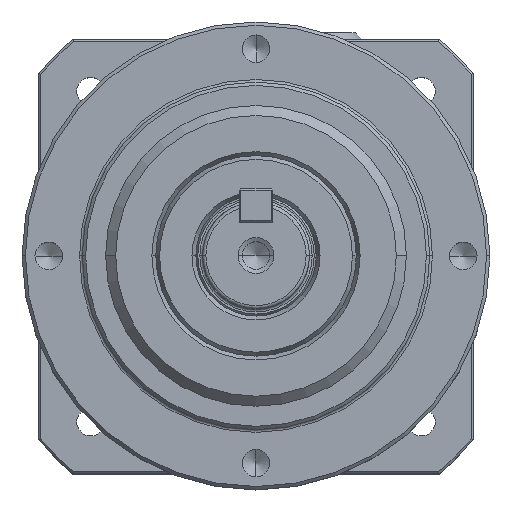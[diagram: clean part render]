
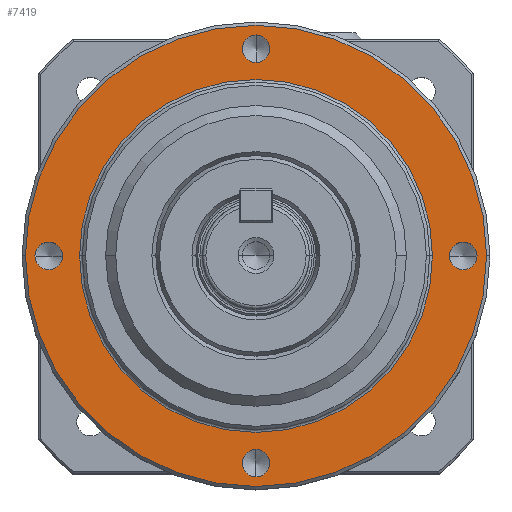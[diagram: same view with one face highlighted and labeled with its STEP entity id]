
A CAD part, top view. The second image highlights one B-rep face of the part: STEP entity #7419.
In plain terms, the highlighted planar face has unit normal (0, 0, 1).
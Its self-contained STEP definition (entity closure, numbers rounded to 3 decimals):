
#55 = VERTEX_POINT ( 'NONE', #2006 ) ;
#162 = CARTESIAN_POINT ( 'NONE',  ( -33.067, 0., 0. ) ) ;
#200 = VERTEX_POINT ( 'NONE', #162 ) ;
#328 = CARTESIAN_POINT ( 'NONE',  ( 33.067, 0., 0. ) ) ;
#345 = CARTESIAN_POINT ( 'NONE',  ( 0., 31., 0. ) ) ;
#542 = EDGE_LOOP ( 'NONE', ( #821, #3740 ) ) ;
#597 = DIRECTION ( 'NONE',  ( -1., 0., 0. ) ) ;
#602 = FACE_OUTER_BOUND ( 'NONE', #7976, .T. ) ;
#706 = AXIS2_PLACEMENT_3D ( 'NONE', #1067, #2547, #7566 ) ;
#740 = DIRECTION ( 'NONE',  ( 1., 0., 0. ) ) ;
#821 = ORIENTED_EDGE ( 'NONE', *, *, #7588, .T. ) ;
#875 = DIRECTION ( 'NONE',  ( 0., 0., -1. ) ) ;
#879 = ORIENTED_EDGE ( 'NONE', *, *, #4449, .T. ) ;
#1067 = CARTESIAN_POINT ( 'NONE',  ( 0., 0., 0. ) ) ;
#1349 = FACE_BOUND ( 'NONE', #7396, .T. ) ;
#1385 = CIRCLE ( 'NONE', #9038, 2.067 ) ;
#1448 = CIRCLE ( 'NONE', #4907, 2.067 ) ;
#1483 = DIRECTION ( 'NONE',  ( 0., 0., 1. ) ) ;
#1655 = ORIENTED_EDGE ( 'NONE', *, *, #8976, .F. ) ;
#1887 = DIRECTION ( 'NONE',  ( -1., 0., 0. ) ) ;
#2006 = CARTESIAN_POINT ( 'NONE',  ( 0., 28.933, 0. ) ) ;
#2022 = EDGE_CURVE ( 'NONE', #6872, #9007, #7987, .T. ) ;
#2201 = CARTESIAN_POINT ( 'NONE',  ( 0., 0., 0. ) ) ;
#2209 = ORIENTED_EDGE ( 'NONE', *, *, #9186, .F. ) ;
#2214 = DIRECTION ( 'NONE',  ( 0., 0., -1. ) ) ;
#2255 = CARTESIAN_POINT ( 'NONE',  ( 31., 0., 0. ) ) ;
#2274 = EDGE_CURVE ( 'NONE', #4779, #55, #2908, .T. ) ;
#2326 = CARTESIAN_POINT ( 'NONE',  ( -31., 0., 0. ) ) ;
#2547 = DIRECTION ( 'NONE',  ( 0., 0., -1. ) ) ;
#2587 = CIRCLE ( 'NONE', #5585, 26.4 ) ;
#2588 = EDGE_CURVE ( 'NONE', #55, #4779, #7099, .T. ) ;
#2642 = CARTESIAN_POINT ( 'NONE',  ( 0., 0., 0. ) ) ;
#2790 = CIRCLE ( 'NONE', #7135, 34.5 ) ;
#2829 = EDGE_CURVE ( 'NONE', #5207, #9062, #2587, .T. ) ;
#2892 = DIRECTION ( 'NONE',  ( 0., 0., -1. ) ) ;
#2908 = CIRCLE ( 'NONE', #3642, 2.067 ) ;
#2989 = CARTESIAN_POINT ( 'NONE',  ( 0., 0., 0. ) ) ;
#3010 = CARTESIAN_POINT ( 'NONE',  ( 0., -31., 0. ) ) ;
#3358 = DIRECTION ( 'NONE',  ( 0., 1., 0. ) ) ;
#3432 = FACE_BOUND ( 'NONE', #542, .T. ) ;
#3597 = DIRECTION ( 'NONE',  ( -1., 0., 0. ) ) ;
#3601 = DIRECTION ( 'NONE',  ( -1., 0., 0. ) ) ;
#3638 = DIRECTION ( 'NONE',  ( 1., 0., 0. ) ) ;
#3642 = AXIS2_PLACEMENT_3D ( 'NONE', #5091, #9121, #3358 ) ;
#3662 = EDGE_LOOP ( 'NONE', ( #6920, #4637 ) ) ;
#3740 = ORIENTED_EDGE ( 'NONE', *, *, #8381, .T. ) ;
#3741 = EDGE_CURVE ( 'NONE', #9146, #200, #1385, .T. ) ;
#3752 = DIRECTION ( 'NONE',  ( 0., -1., 0. ) ) ;
#3767 = ORIENTED_EDGE ( 'NONE', *, *, #3741, .T. ) ;
#4303 = EDGE_CURVE ( 'NONE', #200, #9146, #4411, .T. ) ;
#4388 = DIRECTION ( 'NONE',  ( 0., 0., -1. ) ) ;
#4411 = CIRCLE ( 'NONE', #6813, 2.067 ) ;
#4449 = EDGE_CURVE ( 'NONE', #9007, #6872, #8755, .T. ) ;
#4513 = CARTESIAN_POINT ( 'NONE',  ( 28.933, 0., 0. ) ) ;
#4567 = AXIS2_PLACEMENT_3D ( 'NONE', #345, #6738, #7531 ) ;
#4577 = AXIS2_PLACEMENT_3D ( 'NONE', #7181, #875, #3752 ) ;
#4637 = ORIENTED_EDGE ( 'NONE', *, *, #2588, .T. ) ;
#4771 = CIRCLE ( 'NONE', #706, 34.5 ) ;
#4779 = VERTEX_POINT ( 'NONE', #8299 ) ;
#4798 = DIRECTION ( 'NONE',  ( 0., 0., -1. ) ) ;
#4841 = FACE_BOUND ( 'NONE', #3662, .T. ) ;
#4907 = AXIS2_PLACEMENT_3D ( 'NONE', #8522, #2892, #3638 ) ;
#5039 = AXIS2_PLACEMENT_3D ( 'NONE', #2642, #4798, #1887 ) ;
#5048 = DIRECTION ( 'NONE',  ( -1., 0., 0. ) ) ;
#5066 = DIRECTION ( 'NONE',  ( -1., 0., 0. ) ) ;
#5091 = CARTESIAN_POINT ( 'NONE',  ( 0., 31., 0. ) ) ;
#5207 = VERTEX_POINT ( 'NONE', #8739 ) ;
#5455 = FACE_BOUND ( 'NONE', #6617, .T. ) ;
#5510 = DIRECTION ( 'NONE',  ( 0., 0., 1. ) ) ;
#5585 = AXIS2_PLACEMENT_3D ( 'NONE', #7879, #5510, #5066 ) ;
#5732 = EDGE_LOOP ( 'NONE', ( #7960, #879 ) ) ;
#5772 = CARTESIAN_POINT ( 'NONE',  ( -28.933, 0., 0. ) ) ;
#5874 = DIRECTION ( 'NONE',  ( 0., -1., 0. ) ) ;
#5940 = EDGE_CURVE ( 'NONE', #6587, #7669, #2790, .T. ) ;
#6264 = CIRCLE ( 'NONE', #6871, 26.4 ) ;
#6280 = CARTESIAN_POINT ( 'NONE',  ( 0., -28.933, 0. ) ) ;
#6387 = ORIENTED_EDGE ( 'NONE', *, *, #2829, .F. ) ;
#6474 = VERTEX_POINT ( 'NONE', #4513 ) ;
#6587 = VERTEX_POINT ( 'NONE', #9001 ) ;
#6617 = EDGE_LOOP ( 'NONE', ( #2209, #6387 ) ) ;
#6738 = DIRECTION ( 'NONE',  ( 0., 0., -1. ) ) ;
#6813 = AXIS2_PLACEMENT_3D ( 'NONE', #7784, #6992, #597 ) ;
#6871 = AXIS2_PLACEMENT_3D ( 'NONE', #2201, #1483, #3601 ) ;
#6872 = VERTEX_POINT ( 'NONE', #8947 ) ;
#6920 = ORIENTED_EDGE ( 'NONE', *, *, #2274, .T. ) ;
#6992 = DIRECTION ( 'NONE',  ( 0., 0., -1. ) ) ;
#7099 = CIRCLE ( 'NONE', #4567, 2.067 ) ;
#7135 = AXIS2_PLACEMENT_3D ( 'NONE', #2989, #8668, #3597 ) ;
#7181 = CARTESIAN_POINT ( 'NONE',  ( 0., -31., 0. ) ) ;
#7332 = CARTESIAN_POINT ( 'NONE',  ( 34.5, 0., 0. ) ) ;
#7337 = DIRECTION ( 'NONE',  ( 0., 0., -1. ) ) ;
#7396 = EDGE_LOOP ( 'NONE', ( #7982, #3767 ) ) ;
#7419 = ADVANCED_FACE ( 'NONE', ( #602, #7656, #1349, #4841, #3432, #5455 ), #9199, .F. ) ;
#7531 = DIRECTION ( 'NONE',  ( 0., 1., 0. ) ) ;
#7549 = AXIS2_PLACEMENT_3D ( 'NONE', #3010, #7337, #5874 ) ;
#7566 = DIRECTION ( 'NONE',  ( -1., 0., 0. ) ) ;
#7588 = EDGE_CURVE ( 'NONE', #8865, #6474, #8275, .T. ) ;
#7656 = FACE_BOUND ( 'NONE', #5732, .T. ) ;
#7669 = VERTEX_POINT ( 'NONE', #7332 ) ;
#7784 = CARTESIAN_POINT ( 'NONE',  ( -31., 0., 0. ) ) ;
#7879 = CARTESIAN_POINT ( 'NONE',  ( 0., 0., 0. ) ) ;
#7960 = ORIENTED_EDGE ( 'NONE', *, *, #2022, .T. ) ;
#7976 = EDGE_LOOP ( 'NONE', ( #8540, #1655 ) ) ;
#7982 = ORIENTED_EDGE ( 'NONE', *, *, #4303, .T. ) ;
#7987 = CIRCLE ( 'NONE', #7549, 2.067 ) ;
#8275 = CIRCLE ( 'NONE', #9021, 2.067 ) ;
#8299 = CARTESIAN_POINT ( 'NONE',  ( 0., 33.067, 0. ) ) ;
#8381 = EDGE_CURVE ( 'NONE', #6474, #8865, #1448, .T. ) ;
#8440 = CARTESIAN_POINT ( 'NONE',  ( -26.4, 0., 0. ) ) ;
#8522 = CARTESIAN_POINT ( 'NONE',  ( 31., 0., 0. ) ) ;
#8540 = ORIENTED_EDGE ( 'NONE', *, *, #5940, .F. ) ;
#8668 = DIRECTION ( 'NONE',  ( 0., 0., -1. ) ) ;
#8739 = CARTESIAN_POINT ( 'NONE',  ( 26.4, 0., 0. ) ) ;
#8755 = CIRCLE ( 'NONE', #4577, 2.067 ) ;
#8865 = VERTEX_POINT ( 'NONE', #328 ) ;
#8947 = CARTESIAN_POINT ( 'NONE',  ( 0., -33.067, 0. ) ) ;
#8976 = EDGE_CURVE ( 'NONE', #7669, #6587, #4771, .T. ) ;
#9001 = CARTESIAN_POINT ( 'NONE',  ( -34.5, 0., 0. ) ) ;
#9007 = VERTEX_POINT ( 'NONE', #6280 ) ;
#9021 = AXIS2_PLACEMENT_3D ( 'NONE', #2255, #2214, #740 ) ;
#9038 = AXIS2_PLACEMENT_3D ( 'NONE', #2326, #4388, #5048 ) ;
#9062 = VERTEX_POINT ( 'NONE', #8440 ) ;
#9121 = DIRECTION ( 'NONE',  ( 0., 0., -1. ) ) ;
#9146 = VERTEX_POINT ( 'NONE', #5772 ) ;
#9186 = EDGE_CURVE ( 'NONE', #9062, #5207, #6264, .T. ) ;
#9199 = PLANE ( 'NONE',  #5039 ) ;
